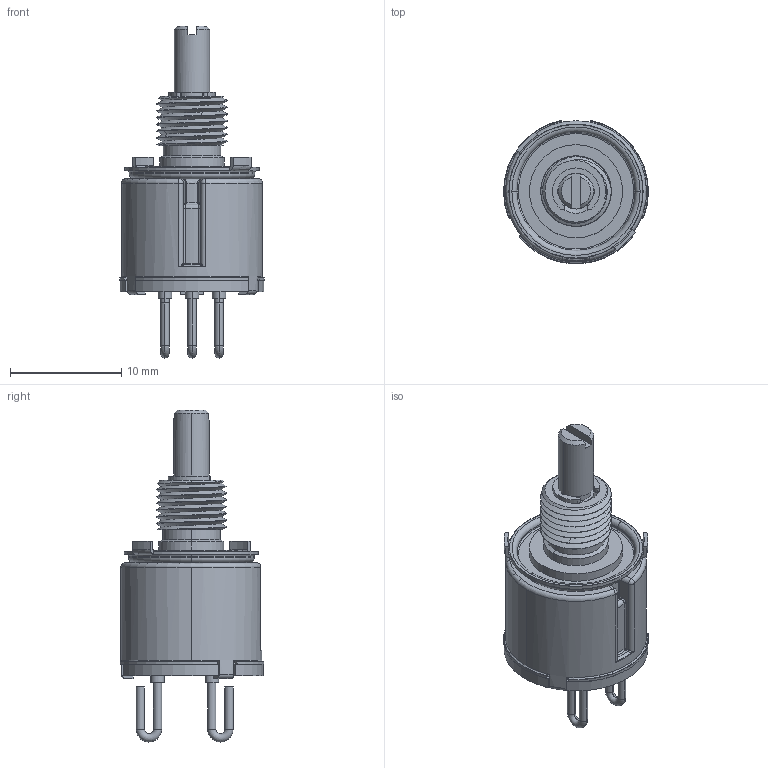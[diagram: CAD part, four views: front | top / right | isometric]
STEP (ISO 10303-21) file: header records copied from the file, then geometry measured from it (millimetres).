
FILE_DESCRIPTION((''),'2;1');
FILE_NAME('30386-20100_ASM','2018-10-26T08:11:17',('MARCOSH'),(''),'CREO PARAMETRIC BY PTC INC, 2018050','CREO PARAMETRIC BY PTC INC, 2018050','');
FILE_SCHEMA(('CONFIG_CONTROL_DESIGN'));
Length unit declared in the file: inch
Products named in the file (15): 34200-22301; 31335-288XX; 32410-33001; J-LEADS; 34756-13002; SHAFT-0; C-S-BACKING; 3862-NEW-CS-W; 34732-06822-X; 33756-37801; 34716-00401; 33180-18401; 31567-29101_ASM; 14732-00204; 30386-20100_ASM
Assembly tree (16 placements, depth 3):
  30386-20100_ASM
    34200-22301
    31335-288XX
    32410-33001
    J-LEADS  x3
    34756-13002
    SHAFT-0
    C-S-BACKING
    3862-NEW-CS-W
    34732-06822-X
    31567-29101_ASM
      33756-37801
      34716-00401
      33180-18401
    14732-00204
Bounding box: 13.05 x 12.91 x 29.9 mm (x, y, z)
Volume: 1146.5 mm3; surface area: 2932.8 mm2
Topology: 21 solids, 21 shells, 734 faces, 1710 edges, 1036 vertices
Faces by surface type: plane 341, cylinder 265, torus 56, bspline 48, cone 14, sphere 6, revolution 4
Entity records: 24641 total; most frequent: CARTESIAN_POINT 8384, DIRECTION 3381, ORIENTED_EDGE 3292, EDGE_CURVE 1646, AXIS2_PLACEMENT_3D 1259, VERTEX_POINT 996, VECTOR 859, LINE 859
